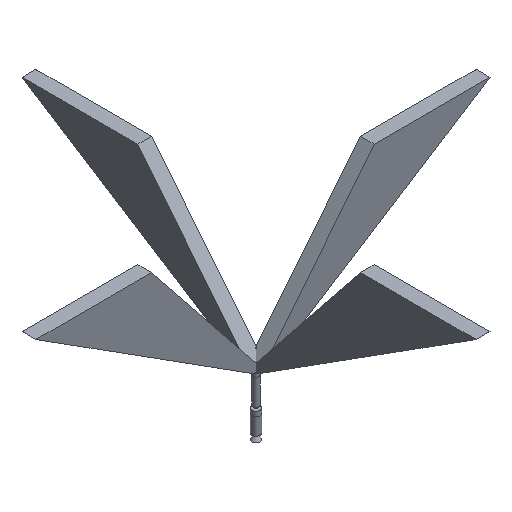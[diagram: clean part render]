
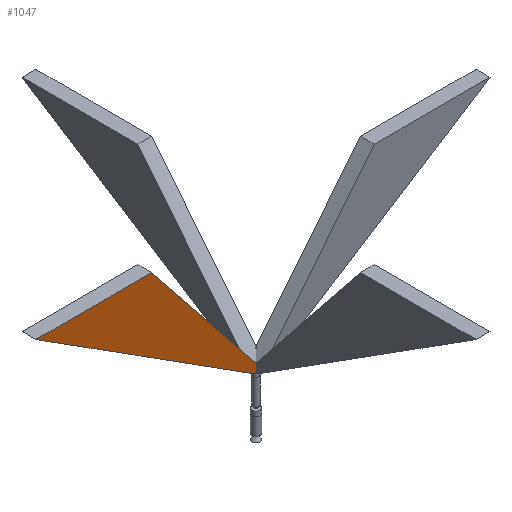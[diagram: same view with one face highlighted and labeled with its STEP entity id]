
A CAD part, isometric view. The second image highlights one B-rep face of the part: STEP entity #1047.
In plain terms, the highlighted planar face has unit normal (0, -1, 0).
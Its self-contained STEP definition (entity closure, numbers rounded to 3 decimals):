
#918 = VERTEX_POINT('',#919);
#919 = CARTESIAN_POINT('',(0.,-1.5,0.001));
#925 = EDGE_CURVE('',#918,#926,#928,.T.);
#926 = VERTEX_POINT('',#927);
#927 = CARTESIAN_POINT('',(-24.,-1.5,30.001));
#928 = LINE('',#929,#930);
#929 = CARTESIAN_POINT('',(0.,-1.5,0.001));
#930 = VECTOR('',#931,1.);
#931 = DIRECTION('',(-0.625,0.,0.781)
  );
#956 = EDGE_CURVE('',#926,#957,#959,.T.);
#957 = VERTEX_POINT('',#958);
#958 = CARTESIAN_POINT('',(-49.,-1.5,30.001));
#959 = LINE('',#960,#961);
#960 = CARTESIAN_POINT('',(-24.,-1.5,30.001));
#961 = VECTOR('',#962,1.);
#962 = DIRECTION('',(-1.,0.,0.));
#989 = VERTEX_POINT('',#990);
#990 = CARTESIAN_POINT('',(-1.868,-1.5,0.001));
#996 = EDGE_CURVE('',#989,#957,#997,.T.);
#997 = LINE('',#998,#999);
#998 = CARTESIAN_POINT('',(-1.868,-1.5,0.001));
#999 = VECTOR('',#1000,1.);
#1000 = DIRECTION('',(-0.844,0.,0.537)
  );
#1018 = EDGE_CURVE('',#918,#989,#1019,.T.);
#1019 = LINE('',#1020,#1021);
#1020 = CARTESIAN_POINT('',(0.,-1.5,0.001));
#1021 = VECTOR('',#1022,1.);
#1022 = DIRECTION('',(-1.,0.,0.));
#1047 = ADVANCED_FACE('',(#1048),#1054,.F.);
#1048 = FACE_BOUND('',#1049,.F.);
#1049 = EDGE_LOOP('',(#1050,#1051,#1052,#1053));
#1050 = ORIENTED_EDGE('',*,*,#1018,.T.);
#1051 = ORIENTED_EDGE('',*,*,#996,.T.);
#1052 = ORIENTED_EDGE('',*,*,#956,.F.);
#1053 = ORIENTED_EDGE('',*,*,#925,.F.);
#1054 = PLANE('',#1055);
#1055 = AXIS2_PLACEMENT_3D('',#1056,#1057,#1058);
#1056 = CARTESIAN_POINT('',(-23.08,-1.5,17.865));
#1057 = DIRECTION('',(0.,1.,-0.));
#1058 = DIRECTION('',(-0.,0.,-1.));
